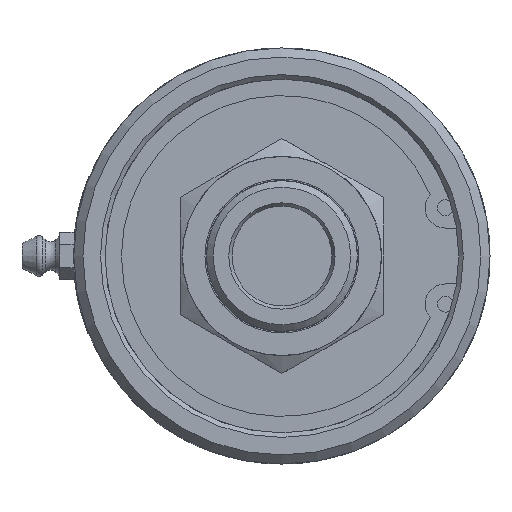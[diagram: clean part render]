
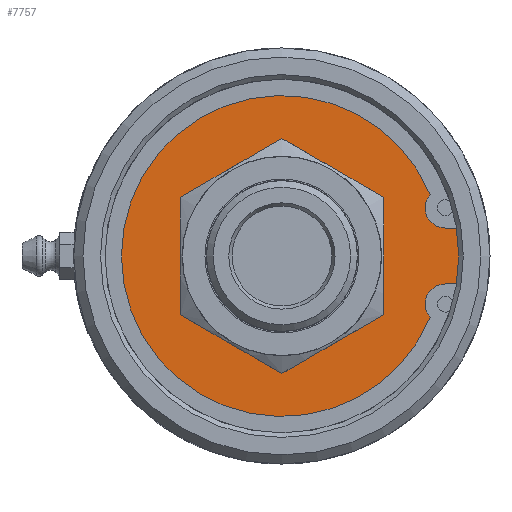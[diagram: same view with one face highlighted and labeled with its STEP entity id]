
A CAD part, left-side view. The second image highlights one B-rep face of the part: STEP entity #7757.
In plain terms, the highlighted planar face has unit normal (-1, 0, 0).
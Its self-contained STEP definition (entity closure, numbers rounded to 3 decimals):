
#106=FACE_BOUND('',#2678,.T.);
#855=LINE('',#20376,#1241);
#860=LINE('',#20390,#1246);
#1241=VECTOR('',#9290,10.);
#1246=VECTOR('',#9297,10.);
#2200=FACE_OUTER_BOUND('',#2677,.T.);
#2677=EDGE_LOOP('',(#6837,#6838,#6839,#6840,#6841,#6842));
#2678=EDGE_LOOP('',(#6843,#6844));
#2941=CIRCLE('',#8176,3.556);
#2943=CIRCLE('',#8179,28.142);
#2945=CIRCLE('',#8182,3.556);
#2952=CIRCLE('',#8194,33.45);
#2953=CIRCLE('',#8197,17.5);
#2954=CIRCLE('',#8198,17.5);
#3667=VERTEX_POINT('',#20373);
#3668=VERTEX_POINT('',#20375);
#3672=VERTEX_POINT('',#20387);
#3673=VERTEX_POINT('',#20389);
#3674=VERTEX_POINT('',#20393);
#3676=VERTEX_POINT('',#20399);
#3679=VERTEX_POINT('',#20421);
#3680=VERTEX_POINT('',#20422);
#4742=EDGE_CURVE('',#3668,#3667,#855,.T.);
#4748=EDGE_CURVE('',#3673,#3672,#860,.T.);
#4750=EDGE_CURVE('',#3672,#3674,#2941,.T.);
#4753=EDGE_CURVE('',#3674,#3676,#2943,.T.);
#4756=EDGE_CURVE('',#3676,#3668,#2945,.T.);
#4763=EDGE_CURVE('',#3667,#3673,#2952,.T.);
#4764=EDGE_CURVE('',#3679,#3680,#2953,.T.);
#4765=EDGE_CURVE('',#3680,#3679,#2954,.T.);
#6837=ORIENTED_EDGE('',*,*,#4748,.T.);
#6838=ORIENTED_EDGE('',*,*,#4750,.T.);
#6839=ORIENTED_EDGE('',*,*,#4753,.T.);
#6840=ORIENTED_EDGE('',*,*,#4756,.T.);
#6841=ORIENTED_EDGE('',*,*,#4742,.T.);
#6842=ORIENTED_EDGE('',*,*,#4763,.T.);
#6843=ORIENTED_EDGE('',*,*,#4764,.T.);
#6844=ORIENTED_EDGE('',*,*,#4765,.T.);
#7385=PLANE('',#8196);
#7757=ADVANCED_FACE('',(#2200,#106),#7385,.F.);
#8176=AXIS2_PLACEMENT_3D('',#20394,#9301,#9302);
#8179=AXIS2_PLACEMENT_3D('',#20400,#9308,#9309);
#8182=AXIS2_PLACEMENT_3D('',#20405,#9315,#9316);
#8194=AXIS2_PLACEMENT_3D('',#20418,#9339,#9340);
#8196=AXIS2_PLACEMENT_3D('',#20420,#9343,#9344);
#8197=AXIS2_PLACEMENT_3D('',#20423,#9345,#9346);
#8198=AXIS2_PLACEMENT_3D('',#20424,#9347,#9348);
#9290=DIRECTION('',(0.,-1.,0.));
#9297=DIRECTION('',(0.,1.,0.));
#9301=DIRECTION('center_axis',(1.,0.,0.));
#9302=DIRECTION('ref_axis',(0.,0.754,0.657));
#9308=DIRECTION('center_axis',(-1.,0.,0.));
#9309=DIRECTION('ref_axis',(0.,0.924,-0.384));
#9315=DIRECTION('center_axis',(1.,0.,0.));
#9316=DIRECTION('ref_axis',(0.,0.,1.));
#9339=DIRECTION('center_axis',(-1.,0.,0.));
#9340=DIRECTION('ref_axis',(0.,1.,0.));
#9343=DIRECTION('center_axis',(1.,0.,0.));
#9344=DIRECTION('ref_axis',(0.,0.,-1.));
#9345=DIRECTION('center_axis',(1.,0.,0.));
#9346=DIRECTION('ref_axis',(0.,1.,0.));
#9347=DIRECTION('center_axis',(1.,0.,0.));
#9348=DIRECTION('ref_axis',(0.,1.,0.));
#20373=CARTESIAN_POINT('',(6.08,-33.089,-4.902));
#20375=CARTESIAN_POINT('',(6.08,-28.672,-4.902));
#20376=CARTESIAN_POINT('',(6.08,-8.182,-4.902));
#20387=CARTESIAN_POINT('',(6.08,-28.672,4.902));
#20389=CARTESIAN_POINT('',(6.08,-33.089,4.902));
#20390=CARTESIAN_POINT('',(6.08,-5.974,4.902));
#20393=CARTESIAN_POINT('',(6.08,-25.99,10.793));
#20394=CARTESIAN_POINT('Origin',(6.08,-28.672,8.458));
#20399=CARTESIAN_POINT('',(6.08,-25.99,-10.793));
#20400=CARTESIAN_POINT('Origin',(6.08,0.,0.));
#20405=CARTESIAN_POINT('Origin',(6.08,-28.672,-8.458));
#20418=CARTESIAN_POINT('Origin',(6.08,0.,0.));
#20420=CARTESIAN_POINT('Origin',(6.08,16.725,0.));
#20421=CARTESIAN_POINT('',(6.08,17.5,0.));
#20422=CARTESIAN_POINT('',(6.08,-17.5,0.));
#20423=CARTESIAN_POINT('Origin',(6.08,0.,0.));
#20424=CARTESIAN_POINT('Origin',(6.08,0.,0.));
